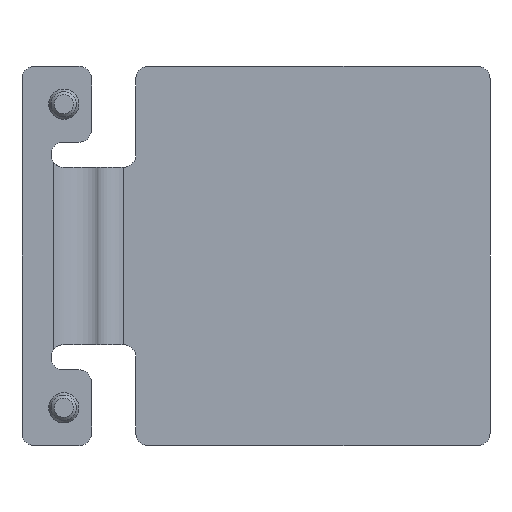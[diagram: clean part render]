
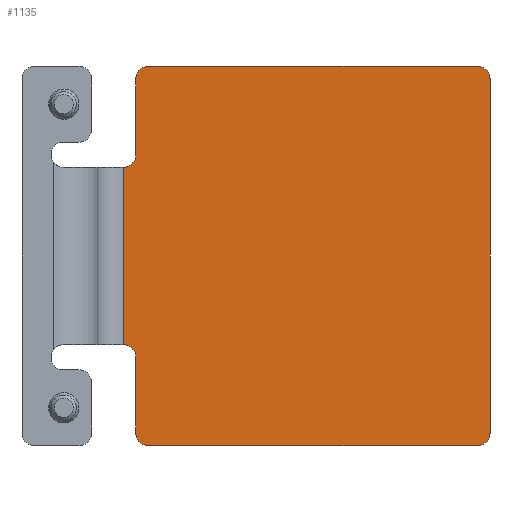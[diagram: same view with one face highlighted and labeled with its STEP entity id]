
A CAD part, left-side view. The second image highlights one B-rep face of the part: STEP entity #1135.
In plain terms, the highlighted face is planar.
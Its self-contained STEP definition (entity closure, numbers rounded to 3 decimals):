
#102=LINE('',#1845,#196);
#105=LINE('',#1854,#199);
#106=LINE('',#1858,#200);
#107=LINE('',#1863,#201);
#108=LINE('',#1867,#202);
#109=LINE('',#1871,#203);
#196=VECTOR('',#1452,1000.);
#199=VECTOR('',#1459,1000.);
#200=VECTOR('',#1462,1000.);
#201=VECTOR('',#1467,1000.);
#202=VECTOR('',#1470,1000.);
#203=VECTOR('',#1473,1000.);
#330=ORIENTED_EDGE('',*,*,#655,.F.);
#331=ORIENTED_EDGE('',*,*,#656,.T.);
#332=ORIENTED_EDGE('',*,*,#657,.T.);
#333=ORIENTED_EDGE('',*,*,#658,.F.);
#334=ORIENTED_EDGE('',*,*,#659,.T.);
#335=ORIENTED_EDGE('',*,*,#652,.T.);
#336=ORIENTED_EDGE('',*,*,#660,.T.);
#337=ORIENTED_EDGE('',*,*,#661,.T.);
#338=ORIENTED_EDGE('',*,*,#662,.T.);
#339=ORIENTED_EDGE('',*,*,#663,.T.);
#340=ORIENTED_EDGE('',*,*,#664,.F.);
#341=ORIENTED_EDGE('',*,*,#665,.F.);
#652=EDGE_CURVE('',#814,#815,#102,.T.);
#655=EDGE_CURVE('',#816,#817,#899,.F.);
#656=EDGE_CURVE('',#816,#818,#105,.T.);
#657=EDGE_CURVE('',#818,#819,#900,.F.);
#658=EDGE_CURVE('',#820,#819,#106,.T.);
#659=EDGE_CURVE('',#820,#814,#901,.F.);
#660=EDGE_CURVE('',#815,#821,#902,.F.);
#661=EDGE_CURVE('',#821,#822,#107,.T.);
#662=EDGE_CURVE('',#822,#823,#903,.F.);
#663=EDGE_CURVE('',#823,#824,#108,.T.);
#664=EDGE_CURVE('',#825,#824,#904,.F.);
#665=EDGE_CURVE('',#817,#825,#109,.T.);
#814=VERTEX_POINT('',#1846);
#815=VERTEX_POINT('',#1847);
#816=VERTEX_POINT('',#1852);
#817=VERTEX_POINT('',#1853);
#818=VERTEX_POINT('',#1855);
#819=VERTEX_POINT('',#1857);
#820=VERTEX_POINT('',#1859);
#821=VERTEX_POINT('',#1862);
#822=VERTEX_POINT('',#1864);
#823=VERTEX_POINT('',#1866);
#824=VERTEX_POINT('',#1868);
#825=VERTEX_POINT('',#1870);
#899=CIRCLE('',#1260,1.);
#900=CIRCLE('',#1261,1.);
#901=CIRCLE('',#1262,1.);
#902=CIRCLE('',#1263,1.);
#903=CIRCLE('',#1264,1.);
#904=CIRCLE('',#1265,1.);
#939=EDGE_LOOP('',(#330,#331,#332,#333,#334,#335,#336,#337,#338,#339,#340,
#341));
#1021=FACE_BOUND('',#939,.T.);
#1098=PLANE('',#1259);
#1135=ADVANCED_FACE('',(#1021),#1098,.F.);
#1259=AXIS2_PLACEMENT_3D('',#1850,#1455,#1456);
#1260=AXIS2_PLACEMENT_3D('',#1851,#1457,#1458);
#1261=AXIS2_PLACEMENT_3D('',#1856,#1460,#1461);
#1262=AXIS2_PLACEMENT_3D('',#1860,#1463,#1464);
#1263=AXIS2_PLACEMENT_3D('',#1861,#1465,#1466);
#1264=AXIS2_PLACEMENT_3D('',#1865,#1468,#1469);
#1265=AXIS2_PLACEMENT_3D('',#1869,#1471,#1472);
#1452=DIRECTION('',(-1.,0.,0.));
#1455=DIRECTION('',(0.,0.,1.));
#1456=DIRECTION('',(1.,0.,0.));
#1457=DIRECTION('',(0.,0.,1.));
#1458=DIRECTION('',(1.,0.,0.));
#1459=DIRECTION('',(1.,0.,0.));
#1460=DIRECTION('',(0.,0.,1.));
#1461=DIRECTION('',(1.,0.,0.));
#1462=DIRECTION('',(0.,1.,0.));
#1463=DIRECTION('',(0.,0.,1.));
#1464=DIRECTION('',(1.,0.,0.));
#1465=DIRECTION('',(0.,0.,1.));
#1466=DIRECTION('',(1.,0.,0.));
#1467=DIRECTION('',(0.,1.,0.));
#1468=DIRECTION('',(0.,0.,1.));
#1469=DIRECTION('',(1.,0.,0.));
#1470=DIRECTION('',(1.,0.,0.));
#1471=DIRECTION('',(0.,0.,1.));
#1472=DIRECTION('',(1.,0.,0.));
#1473=DIRECTION('',(-1.,0.,0.));
#1845=CARTESIAN_POINT('',(15.,0.,-2.));
#1846=CARTESIAN_POINT('',(14.,0.,-2.));
#1847=CARTESIAN_POINT('',(-14.,0.,-2.));
#1850=CARTESIAN_POINT('',(15.,0.,-2.));
#1851=CARTESIAN_POINT('',(8.,29.,-2.));
#1852=CARTESIAN_POINT('',(8.,28.,-2.));
#1853=CARTESIAN_POINT('',(7.,29.,-2.));
#1854=CARTESIAN_POINT('',(15.,28.,-2.));
#1855=CARTESIAN_POINT('',(14.,28.,-2.));
#1856=CARTESIAN_POINT('',(14.,27.,-2.));
#1857=CARTESIAN_POINT('',(15.,27.,-2.));
#1858=CARTESIAN_POINT('',(15.,0.,-2.));
#1859=CARTESIAN_POINT('',(15.,1.,-2.));
#1860=CARTESIAN_POINT('',(14.,1.,-2.));
#1861=CARTESIAN_POINT('',(-14.,1.,-2.));
#1862=CARTESIAN_POINT('',(-15.,1.,-2.));
#1863=CARTESIAN_POINT('',(-15.,0.,-2.));
#1864=CARTESIAN_POINT('',(-15.,27.,-2.));
#1865=CARTESIAN_POINT('',(-14.,27.,-2.));
#1866=CARTESIAN_POINT('',(-14.,28.,-2.));
#1867=CARTESIAN_POINT('',(15.,28.,-2.));
#1868=CARTESIAN_POINT('',(-8.,28.,-2.));
#1869=CARTESIAN_POINT('',(-8.,29.,-2.));
#1870=CARTESIAN_POINT('',(-7.,29.,-2.));
#1871=CARTESIAN_POINT('',(8.,29.,-2.));
